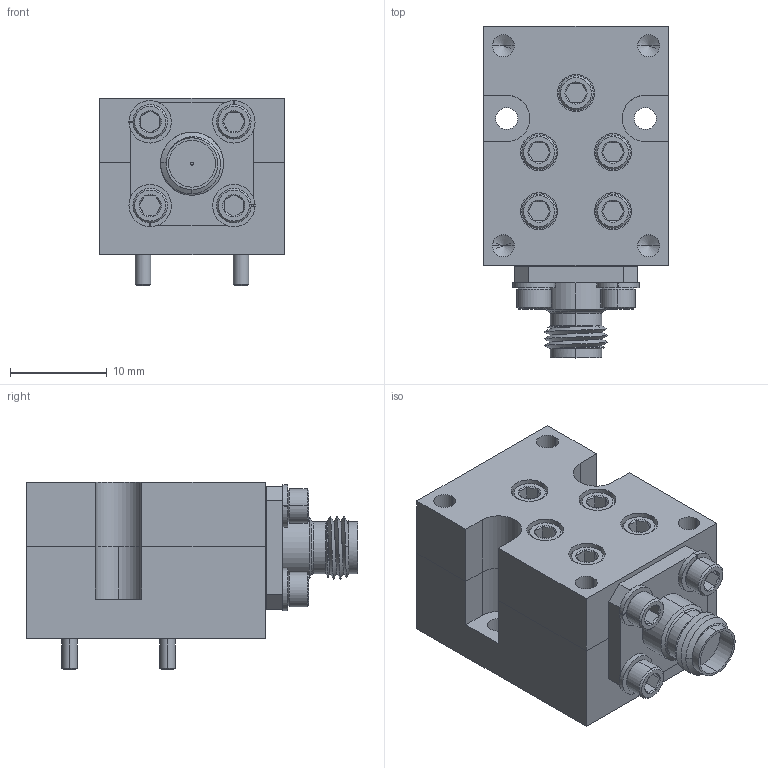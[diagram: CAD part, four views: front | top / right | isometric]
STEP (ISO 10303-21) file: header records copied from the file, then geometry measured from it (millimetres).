
FILE_DESCRIPTION (( 'STEP AP203' ), '1' );
FILE_NAME ('SFP-152KF-S1-M.STEP', '2021-11-02T00:09:57', ( '' ), ( '' ), 'SwSTEP 2.0', 'SolidWorks 2021', '' );
FILE_SCHEMA (( 'CONFIG_CONTROL_DESIGN' ));
Length unit declared in the file: inch
Products named in the file (1): SFP-152KF-S1-M
Bounding box: 19.05 x 34.21 x 19.35 mm (x, y, z)
Volume: 7188.2 mm3; surface area: 6466.4 mm2
Topology: 23 solids, 23 shells, 1130 faces, 2909 edges, 1828 vertices
Faces by surface type: cylinder 702, cone 211, plane 195, bspline 20, torus 2
Entity records: 47265 total; most frequent: CARTESIAN_POINT 22983, ORIENTED_EDGE 5710, DIRECTION 4483, EDGE_CURVE 2855, VERTEX_POINT 1828, AXIS2_PLACEMENT_3D 1679, EDGE_LOOP 1209, FACE_OUTER_BOUND 1130
